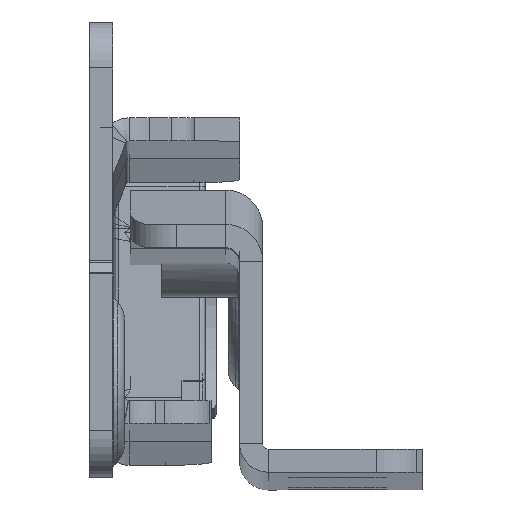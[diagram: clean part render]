
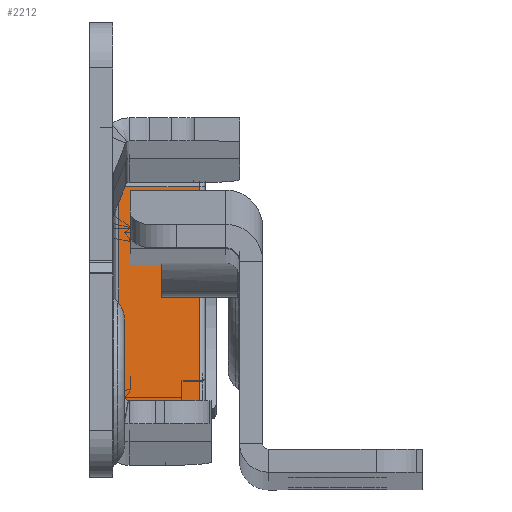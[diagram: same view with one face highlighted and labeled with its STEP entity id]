
A CAD part, top view. The second image highlights one B-rep face of the part: STEP entity #2212.
In plain terms, the highlighted face is planar.
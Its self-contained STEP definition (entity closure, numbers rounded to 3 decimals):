
#859 = FACE_OUTER_BOUND ( 'NONE', #6984, .T. ) ;
#1346 = DIRECTION ( 'NONE',  ( 0., 1., 0. ) ) ;
#1909 = ORIENTED_EDGE ( 'NONE', *, *, #11553, .T. ) ;
#1928 = LINE ( 'NONE', #4968, #12460 ) ;
#2183 = VECTOR ( 'NONE', #1346, 1000. ) ;
#2210 = VECTOR ( 'NONE', #12672, 1000. ) ;
#2212 = ADVANCED_FACE ( 'NONE', ( #859 ), #12676, .T. ) ;
#2732 = EDGE_CURVE ( 'NONE', #5519, #9278, #9927, .T. ) ;
#2784 = DIRECTION ( 'NONE',  ( 0., 0., 1. ) ) ;
#2873 = CARTESIAN_POINT ( 'NONE',  ( 0., -11., 0.5 ) ) ;
#3256 = CARTESIAN_POINT ( 'NONE',  ( 0., -11., 7.5 ) ) ;
#3965 = DIRECTION ( 'NONE',  ( 0., 0., -1. ) ) ;
#4852 = ORIENTED_EDGE ( 'NONE', *, *, #11304, .T. ) ;
#4903 = CARTESIAN_POINT ( 'NONE',  ( 0., -11., 8. ) ) ;
#4968 = CARTESIAN_POINT ( 'NONE',  ( 0., -11., 0.5 ) ) ;
#5519 = VERTEX_POINT ( 'NONE', #10477 ) ;
#5549 = EDGE_CURVE ( 'NONE', #5519, #11150, #12291, .T. ) ;
#5758 = DIRECTION ( 'NONE',  ( -1., 0., 0. ) ) ;
#6368 = VERTEX_POINT ( 'NONE', #8625 ) ;
#6700 = CARTESIAN_POINT ( 'NONE',  ( 0., 11., 7.5 ) ) ;
#6984 = EDGE_LOOP ( 'NONE', ( #4852, #1909, #10744, #8918 ) ) ;
#8023 = CARTESIAN_POINT ( 'NONE',  ( 0., -11., 8. ) ) ;
#8625 = CARTESIAN_POINT ( 'NONE',  ( 0., 11., 0.5 ) ) ;
#8827 = LINE ( 'NONE', #10799, #2210 ) ;
#8918 = ORIENTED_EDGE ( 'NONE', *, *, #5549, .T. ) ;
#8948 = DIRECTION ( 'NONE',  ( 0., -1., 0. ) ) ;
#9278 = VERTEX_POINT ( 'NONE', #2873 ) ;
#9429 = AXIS2_PLACEMENT_3D ( 'NONE', #4903, #5758, #2784 ) ;
#9927 = LINE ( 'NONE', #8023, #10262 ) ;
#10262 = VECTOR ( 'NONE', #3965, 1000. ) ;
#10477 = CARTESIAN_POINT ( 'NONE',  ( 0., -11., 7.5 ) ) ;
#10744 = ORIENTED_EDGE ( 'NONE', *, *, #2732, .F. ) ;
#10799 = CARTESIAN_POINT ( 'NONE',  ( 0., 11., 8. ) ) ;
#11150 = VERTEX_POINT ( 'NONE', #6700 ) ;
#11304 = EDGE_CURVE ( 'NONE', #11150, #6368, #8827, .T. ) ;
#11553 = EDGE_CURVE ( 'NONE', #6368, #9278, #1928, .T. ) ;
#12291 = LINE ( 'NONE', #3256, #2183 ) ;
#12460 = VECTOR ( 'NONE', #8948, 1000. ) ;
#12672 = DIRECTION ( 'NONE',  ( 0., 0., -1. ) ) ;
#12676 = PLANE ( 'NONE',  #9429 ) ;
